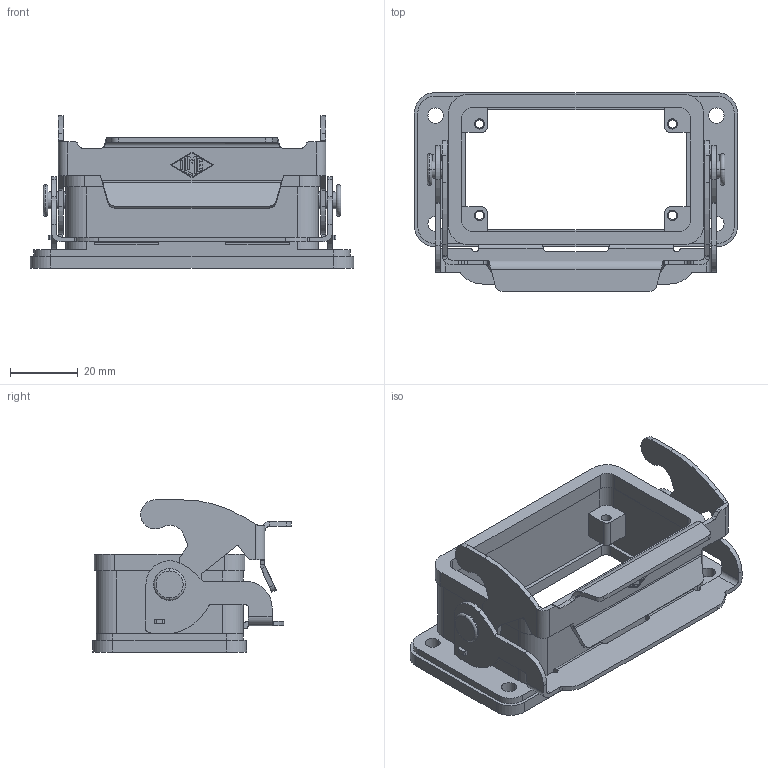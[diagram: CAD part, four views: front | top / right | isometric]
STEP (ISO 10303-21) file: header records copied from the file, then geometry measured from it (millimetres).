
FILE_DESCRIPTION(('Creo Elements/Direct Modeling STEP Export'),'2;1');
FILE_NAME('0ln7tug4du4tvco4896','2017-11-28T 9:55:59',(''),(''),'PTC Creo Elements/Direct Modeling STEP processor for AP214 (Solid Model)','PTC Creo Elements/Direct Modeling 19.0E 27-Jun-2016 (C) Parametric Technology GmbH','');
FILE_SCHEMA(('AUTOMOTIVE_DESIGN { 1 0 10303 214 1 1 1 1 }'));
Length unit declared in the file: millimetre
Products named in the file (1): RVI_10_L
Bounding box: 95.5 x 58.73 x 45 mm (x, y, z)
Volume: 34748.5 mm3; surface area: 29025 mm2
Topology: 1 solids, 1 shells, 403 faces, 1111 edges, 736 vertices
Faces by surface type: plane 201, cylinder 184, bspline 12, torus 6
Entity records: 15624 total; most frequent: CARTESIAN_POINT 5212, ORIENTED_EDGE 2222, DIRECTION 2125, EDGE_CURVE 1111, VERTEX_POINT 736, AXIS2_PLACEMENT_3D 711, VECTOR 703, LINE 703
